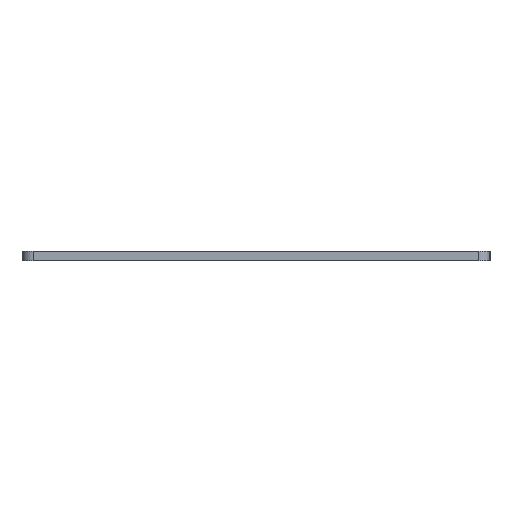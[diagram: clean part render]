
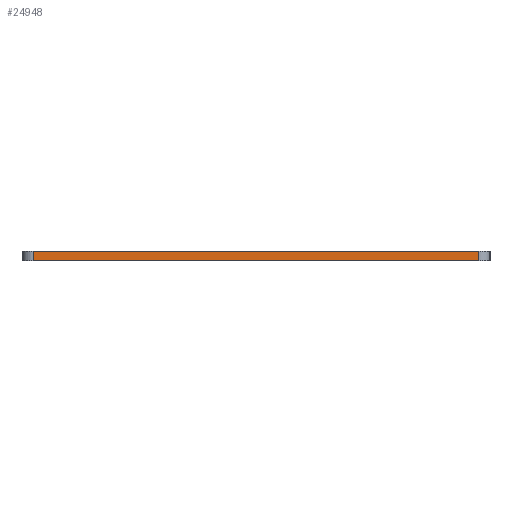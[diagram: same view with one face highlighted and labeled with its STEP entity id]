
A CAD part, left-side view. The second image highlights one B-rep face of the part: STEP entity #24948.
In plain terms, the highlighted planar face has unit normal (-1, 0, 0).
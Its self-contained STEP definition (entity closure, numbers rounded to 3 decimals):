
#84 = PLANE('',#85);
#85 = AXIS2_PLACEMENT_3D('',#86,#87,#88);
#86 = CARTESIAN_POINT('',(260.8,-100.7,1.6));
#87 = DIRECTION('',(0.,0.,-1.));
#88 = DIRECTION('',(-1.,0.,0.));
#143 = PLANE('',#144);
#144 = AXIS2_PLACEMENT_3D('',#145,#146,#147);
#145 = CARTESIAN_POINT('',(260.8,-100.7,0.));
#146 = DIRECTION('',(0.,0.,-1.));
#147 = DIRECTION('',(-1.,0.,0.));
#202 = CYLINDRICAL_SURFACE('',#203,1.9);
#203 = AXIS2_PLACEMENT_3D('',#204,#205,#206);
#204 = CARTESIAN_POINT('',(34.5,-98.8,0.));
#205 = DIRECTION('',(0.,0.,-1.));
#206 = DIRECTION('',(1.,0.,0.));
#317 = VERTEX_POINT('',#318);
#318 = CARTESIAN_POINT('',(32.6,-98.8,0.));
#344 = EDGE_CURVE('',#317,#345,#347,.T.);
#345 = VERTEX_POINT('',#346);
#346 = CARTESIAN_POINT('',(32.6,-25.,0.));
#347 = SURFACE_CURVE('',#348,(#352,#359),.PCURVE_S1.);
#348 = LINE('',#349,#350);
#349 = CARTESIAN_POINT('',(32.6,-98.8,0.));
#350 = VECTOR('',#351,1.);
#351 = DIRECTION('',(0.,1.,0.));
#352 = PCURVE('',#143,#353);
#353 = DEFINITIONAL_REPRESENTATION('',(#354),#358);
#354 = LINE('',#355,#356);
#355 = CARTESIAN_POINT('',(228.2,1.9));
#356 = VECTOR('',#357,1.);
#357 = DIRECTION('',(0.,1.));
#358 = ( GEOMETRIC_REPRESENTATION_CONTEXT(2) 
PARAMETRIC_REPRESENTATION_CONTEXT() REPRESENTATION_CONTEXT('2D SPACE',''
  ) );
#359 = PCURVE('',#360,#365);
#360 = PLANE('',#361);
#361 = AXIS2_PLACEMENT_3D('',#362,#363,#364);
#362 = CARTESIAN_POINT('',(32.6,-98.8,0.));
#363 = DIRECTION('',(-1.,0.,0.));
#364 = DIRECTION('',(0.,1.,0.));
#365 = DEFINITIONAL_REPRESENTATION('',(#366),#370);
#366 = LINE('',#367,#368);
#367 = CARTESIAN_POINT('',(0.,0.));
#368 = VECTOR('',#369,1.);
#369 = DIRECTION('',(1.,0.));
#370 = ( GEOMETRIC_REPRESENTATION_CONTEXT(2) 
PARAMETRIC_REPRESENTATION_CONTEXT() REPRESENTATION_CONTEXT('2D SPACE',''
  ) );
#393 = CYLINDRICAL_SURFACE('',#394,1.9);
#394 = AXIS2_PLACEMENT_3D('',#395,#396,#397);
#395 = CARTESIAN_POINT('',(34.5,-25.,0.));
#396 = DIRECTION('',(0.,0.,-1.));
#397 = DIRECTION('',(1.,0.,0.));
#13559 = VERTEX_POINT('',#13560);
#13560 = CARTESIAN_POINT('',(32.6,-98.8,1.6));
#13586 = EDGE_CURVE('',#13559,#13587,#13589,.T.);
#13587 = VERTEX_POINT('',#13588);
#13588 = CARTESIAN_POINT('',(32.6,-25.,1.6));
#13589 = SURFACE_CURVE('',#13590,(#13594,#13601),.PCURVE_S1.);
#13590 = LINE('',#13591,#13592);
#13591 = CARTESIAN_POINT('',(32.6,-98.8,1.6));
#13592 = VECTOR('',#13593,1.);
#13593 = DIRECTION('',(0.,1.,0.));
#13594 = PCURVE('',#84,#13595);
#13595 = DEFINITIONAL_REPRESENTATION('',(#13596),#13600);
#13596 = LINE('',#13597,#13598);
#13597 = CARTESIAN_POINT('',(228.2,1.9));
#13598 = VECTOR('',#13599,1.);
#13599 = DIRECTION('',(0.,1.));
#13600 = ( GEOMETRIC_REPRESENTATION_CONTEXT(2) 
PARAMETRIC_REPRESENTATION_CONTEXT() REPRESENTATION_CONTEXT('2D SPACE',''
  ) );
#13601 = PCURVE('',#360,#13602);
#13602 = DEFINITIONAL_REPRESENTATION('',(#13603),#13607);
#13603 = LINE('',#13604,#13605);
#13604 = CARTESIAN_POINT('',(0.,-1.6));
#13605 = VECTOR('',#13606,1.);
#13606 = DIRECTION('',(1.,0.));
#13607 = ( GEOMETRIC_REPRESENTATION_CONTEXT(2) 
PARAMETRIC_REPRESENTATION_CONTEXT() REPRESENTATION_CONTEXT('2D SPACE',''
  ) );
#24898 = EDGE_CURVE('',#317,#13559,#24899,.T.);
#24899 = SURFACE_CURVE('',#24900,(#24904,#24911),.PCURVE_S1.);
#24900 = LINE('',#24901,#24902);
#24901 = CARTESIAN_POINT('',(32.6,-98.8,0.));
#24902 = VECTOR('',#24903,1.);
#24903 = DIRECTION('',(0.,0.,1.));
#24904 = PCURVE('',#202,#24905);
#24905 = DEFINITIONAL_REPRESENTATION('',(#24906),#24910);
#24906 = LINE('',#24907,#24908);
#24907 = CARTESIAN_POINT('',(-3.142,0.));
#24908 = VECTOR('',#24909,1.);
#24909 = DIRECTION('',(0.,-1.));
#24910 = ( GEOMETRIC_REPRESENTATION_CONTEXT(2) 
PARAMETRIC_REPRESENTATION_CONTEXT() REPRESENTATION_CONTEXT('2D SPACE',''
  ) );
#24911 = PCURVE('',#360,#24912);
#24912 = DEFINITIONAL_REPRESENTATION('',(#24913),#24917);
#24913 = LINE('',#24914,#24915);
#24914 = CARTESIAN_POINT('',(0.,0.));
#24915 = VECTOR('',#24916,1.);
#24916 = DIRECTION('',(0.,-1.));
#24917 = ( GEOMETRIC_REPRESENTATION_CONTEXT(2) 
PARAMETRIC_REPRESENTATION_CONTEXT() REPRESENTATION_CONTEXT('2D SPACE',''
  ) );
#24948 = ADVANCED_FACE('',(#24949),#360,.T.);
#24949 = FACE_BOUND('',#24950,.T.);
#24950 = EDGE_LOOP('',(#24951,#24952,#24953,#24974));
#24951 = ORIENTED_EDGE('',*,*,#24898,.T.);
#24952 = ORIENTED_EDGE('',*,*,#13586,.T.);
#24953 = ORIENTED_EDGE('',*,*,#24954,.F.);
#24954 = EDGE_CURVE('',#345,#13587,#24955,.T.);
#24955 = SURFACE_CURVE('',#24956,(#24960,#24967),.PCURVE_S1.);
#24956 = LINE('',#24957,#24958);
#24957 = CARTESIAN_POINT('',(32.6,-25.,0.));
#24958 = VECTOR('',#24959,1.);
#24959 = DIRECTION('',(0.,0.,1.));
#24960 = PCURVE('',#360,#24961);
#24961 = DEFINITIONAL_REPRESENTATION('',(#24962),#24966);
#24962 = LINE('',#24963,#24964);
#24963 = CARTESIAN_POINT('',(73.8,0.));
#24964 = VECTOR('',#24965,1.);
#24965 = DIRECTION('',(0.,-1.));
#24966 = ( GEOMETRIC_REPRESENTATION_CONTEXT(2) 
PARAMETRIC_REPRESENTATION_CONTEXT() REPRESENTATION_CONTEXT('2D SPACE',''
  ) );
#24967 = PCURVE('',#393,#24968);
#24968 = DEFINITIONAL_REPRESENTATION('',(#24969),#24973);
#24969 = LINE('',#24970,#24971);
#24970 = CARTESIAN_POINT('',(-3.142,0.));
#24971 = VECTOR('',#24972,1.);
#24972 = DIRECTION('',(0.,-1.));
#24973 = ( GEOMETRIC_REPRESENTATION_CONTEXT(2) 
PARAMETRIC_REPRESENTATION_CONTEXT() REPRESENTATION_CONTEXT('2D SPACE',''
  ) );
#24974 = ORIENTED_EDGE('',*,*,#344,.F.);
